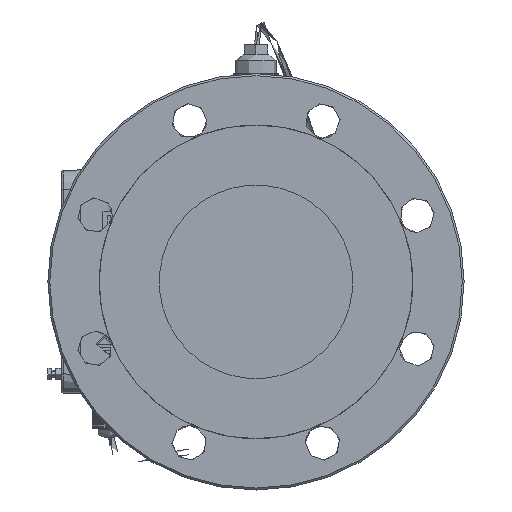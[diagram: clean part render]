
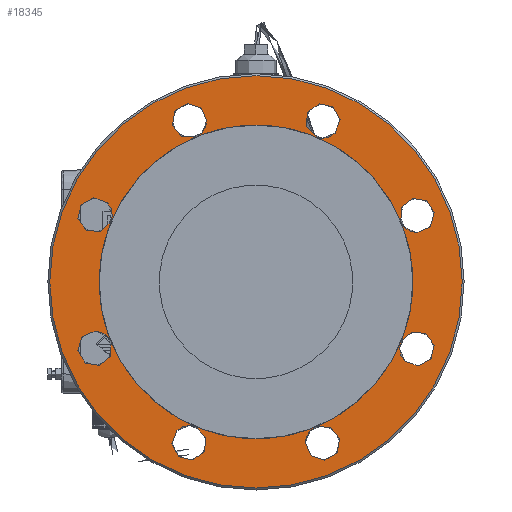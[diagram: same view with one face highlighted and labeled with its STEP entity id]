
A CAD part, left-side view. The second image highlights one B-rep face of the part: STEP entity #18345.
In plain terms, the highlighted planar face has unit normal (-1, 0, 0).
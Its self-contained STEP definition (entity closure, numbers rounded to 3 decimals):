
#488=FACE_BOUND('',#1790,.T.);
#489=FACE_BOUND('',#1791,.T.);
#490=FACE_BOUND('',#1792,.T.);
#491=FACE_BOUND('',#1793,.T.);
#492=FACE_BOUND('',#1794,.T.);
#493=FACE_BOUND('',#1795,.T.);
#494=FACE_BOUND('',#1796,.T.);
#495=FACE_BOUND('',#1797,.T.);
#496=FACE_BOUND('',#1798,.T.);
#742=FACE_OUTER_BOUND('',#1789,.T.);
#1789=EDGE_LOOP('',(#12233));
#1790=EDGE_LOOP('',(#12234));
#1791=EDGE_LOOP('',(#12235));
#1792=EDGE_LOOP('',(#12236));
#1793=EDGE_LOOP('',(#12237));
#1794=EDGE_LOOP('',(#12238));
#1795=EDGE_LOOP('',(#12239));
#1796=EDGE_LOOP('',(#12240));
#1797=EDGE_LOOP('',(#12241));
#1798=EDGE_LOOP('',(#12242));
#6695=CIRCLE('',#19442,9.);
#6696=CIRCLE('',#19444,9.);
#6697=CIRCLE('',#19446,9.);
#6698=CIRCLE('',#19448,9.);
#6699=CIRCLE('',#19450,9.);
#6700=CIRCLE('',#19452,9.);
#6701=CIRCLE('',#19454,9.);
#6702=CIRCLE('',#19456,9.);
#6708=CIRCLE('',#19472,106.5);
#6709=CIRCLE('',#19473,81.);
#7361=VERTEX_POINT('',#26959);
#7362=VERTEX_POINT('',#26962);
#7363=VERTEX_POINT('',#26965);
#7364=VERTEX_POINT('',#26968);
#7365=VERTEX_POINT('',#26971);
#7366=VERTEX_POINT('',#26974);
#7367=VERTEX_POINT('',#26977);
#7368=VERTEX_POINT('',#26980);
#7378=VERTEX_POINT('',#27018);
#7379=VERTEX_POINT('',#27020);
#9210=EDGE_CURVE('',#7361,#7361,#6695,.F.);
#9211=EDGE_CURVE('',#7362,#7362,#6696,.F.);
#9212=EDGE_CURVE('',#7363,#7363,#6697,.F.);
#9213=EDGE_CURVE('',#7364,#7364,#6698,.F.);
#9214=EDGE_CURVE('',#7365,#7365,#6699,.F.);
#9215=EDGE_CURVE('',#7366,#7366,#6700,.F.);
#9216=EDGE_CURVE('',#7367,#7367,#6701,.F.);
#9217=EDGE_CURVE('',#7368,#7368,#6702,.F.);
#9235=EDGE_CURVE('',#7378,#7378,#6708,.T.);
#9236=EDGE_CURVE('',#7379,#7379,#6709,.T.);
#12233=ORIENTED_EDGE('',*,*,#9235,.F.);
#12234=ORIENTED_EDGE('',*,*,#9236,.T.);
#12235=ORIENTED_EDGE('',*,*,#9210,.T.);
#12236=ORIENTED_EDGE('',*,*,#9211,.T.);
#12237=ORIENTED_EDGE('',*,*,#9212,.T.);
#12238=ORIENTED_EDGE('',*,*,#9213,.T.);
#12239=ORIENTED_EDGE('',*,*,#9214,.T.);
#12240=ORIENTED_EDGE('',*,*,#9215,.T.);
#12241=ORIENTED_EDGE('',*,*,#9216,.T.);
#12242=ORIENTED_EDGE('',*,*,#9217,.T.);
#16556=PLANE('',#19471);
#18345=ADVANCED_FACE('',(#742,#488,#489,#490,#491,#492,#493,#494,#495,#496),
#16556,.T.);
#19442=AXIS2_PLACEMENT_3D('',#26960,#21454,#21455);
#19444=AXIS2_PLACEMENT_3D('',#26963,#21458,#21459);
#19446=AXIS2_PLACEMENT_3D('',#26966,#21462,#21463);
#19448=AXIS2_PLACEMENT_3D('',#26969,#21466,#21467);
#19450=AXIS2_PLACEMENT_3D('',#26972,#21470,#21471);
#19452=AXIS2_PLACEMENT_3D('',#26975,#21474,#21475);
#19454=AXIS2_PLACEMENT_3D('',#26978,#21478,#21479);
#19456=AXIS2_PLACEMENT_3D('',#26981,#21482,#21483);
#19471=AXIS2_PLACEMENT_3D('',#27017,#21524,#21525);
#19472=AXIS2_PLACEMENT_3D('',#27019,#21526,#21527);
#19473=AXIS2_PLACEMENT_3D('',#27021,#21528,#21529);
#21454=DIRECTION('center_axis',(-1.,0.,0.));
#21455=DIRECTION('ref_axis',(0.,0.707,-0.707));
#21458=DIRECTION('center_axis',(-1.,0.,0.));
#21459=DIRECTION('ref_axis',(0.,-0.707,-0.707));
#21462=DIRECTION('center_axis',(-1.,0.,0.));
#21463=DIRECTION('ref_axis',(0.,-0.707,0.707));
#21466=DIRECTION('center_axis',(-1.,0.,0.));
#21467=DIRECTION('ref_axis',(0.,0.,1.));
#21470=DIRECTION('center_axis',(-1.,0.,0.));
#21471=DIRECTION('ref_axis',(0.,0.707,0.707));
#21474=DIRECTION('center_axis',(-1.,0.,0.));
#21475=DIRECTION('ref_axis',(0.,-1.,0.));
#21478=DIRECTION('center_axis',(-1.,0.,0.));
#21479=DIRECTION('ref_axis',(0.,0.,-1.));
#21482=DIRECTION('center_axis',(-1.,0.,0.));
#21483=DIRECTION('ref_axis',(0.,1.,0.));
#21524=DIRECTION('center_axis',(-1.,0.,0.));
#21525=DIRECTION('ref_axis',(0.,1.,0.));
#21526=DIRECTION('center_axis',(1.,0.,0.));
#21527=DIRECTION('ref_axis',(0.,1.,0.));
#21528=DIRECTION('center_axis',(1.,0.,0.));
#21529=DIRECTION('ref_axis',(0.,1.,0.));
#26959=CARTESIAN_POINT('',(-172.,-76.785,-40.805));
#26960=CARTESIAN_POINT('Origin',(-172.,-83.149,-34.442));
#26962=CARTESIAN_POINT('',(-172.,-40.805,76.785));
#26963=CARTESIAN_POINT('Origin',(-172.,-34.442,83.149));
#26965=CARTESIAN_POINT('',(-172.,76.785,40.805));
#26966=CARTESIAN_POINT('Origin',(-172.,83.149,34.442));
#26968=CARTESIAN_POINT('',(-172.,83.149,-25.442));
#26969=CARTESIAN_POINT('Origin',(-172.,83.149,-34.442));
#26971=CARTESIAN_POINT('',(-172.,40.805,-76.785));
#26972=CARTESIAN_POINT('Origin',(-172.,34.442,-83.149));
#26974=CARTESIAN_POINT('',(-172.,25.442,83.149));
#26975=CARTESIAN_POINT('Origin',(-172.,34.442,83.149));
#26977=CARTESIAN_POINT('',(-172.,-83.149,25.442));
#26978=CARTESIAN_POINT('Origin',(-172.,-83.149,34.442));
#26980=CARTESIAN_POINT('',(-172.,-25.442,-83.149));
#26981=CARTESIAN_POINT('Origin',(-172.,-34.442,-83.149));
#27017=CARTESIAN_POINT('Origin',(-172.,0.,0.));
#27018=CARTESIAN_POINT('',(-172.,106.5,0.));
#27019=CARTESIAN_POINT('Origin',(-172.,0.,0.));
#27020=CARTESIAN_POINT('',(-172.,81.,0.));
#27021=CARTESIAN_POINT('Origin',(-172.,0.,0.));
